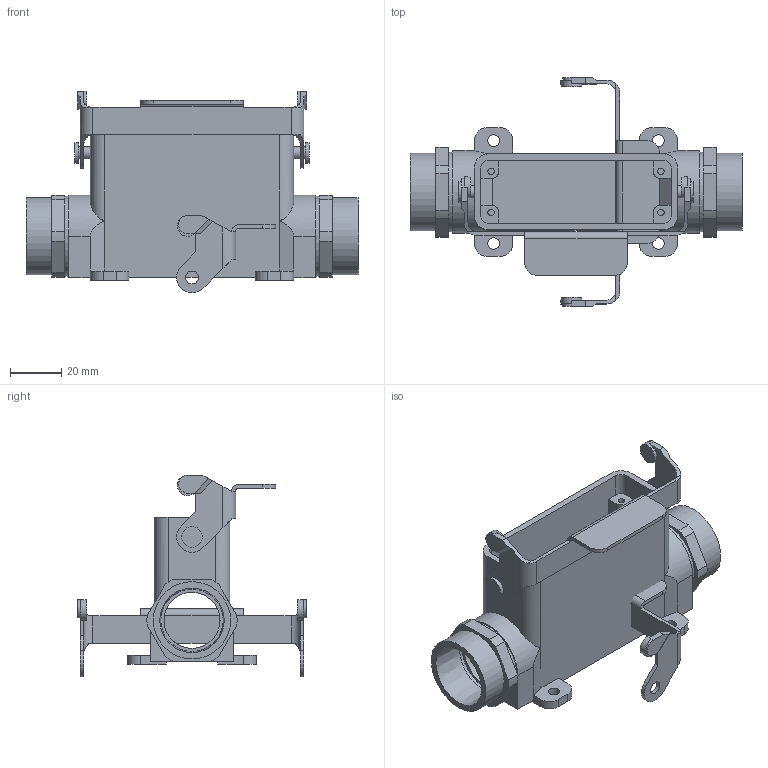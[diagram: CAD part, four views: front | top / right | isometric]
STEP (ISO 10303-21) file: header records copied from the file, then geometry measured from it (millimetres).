
FILE_DESCRIPTION( ( 'Unknown' ), '1' );
FILE_NAME( 'H_A_16_SGRL_LB_NPT_34_ASM.stp', 'Unknown', ( 'Unknown' ), ( 'Unknown' ), 'PSStep 11.0', 'Unknown', ' ' );
FILE_SCHEMA( ( 'AUTOMOTIVE_DESIGN { 1 0 10303 214 1 1 1 1 }' ) );
Length unit declared in the file: millimetre
Products named in the file (3): Assem1; H_A_16_LB_C; H_A_16_SGRL_LB_NPT_34
Bounding box: 129 x 88.8 x 78.38 mm (x, y, z)
Volume: 129585.1 mm3; surface area: 85497.8 mm2
Topology: 4 solids, 4 shells, 402 faces, 1088 edges, 724 vertices
Faces by surface type: plane 250, cylinder 148, cone 4
Full cylindrical faces by diameter (mm): 2.459 x8, 4.5 x8, 4.7 x4, 5 x4, 8 x8, 21.8 x4, 24.239 x4, 30 x4, 31 x4
Entity records: 7920 total; most frequent: CARTESIAN_POINT 1252, DIRECTION 1054, ORIENTED_EDGE 1000, EDGE_CURVE 500, AXIS2_PLACEMENT_3D 362, VERTEX_POINT 344, LINE 330, VECTOR 330
